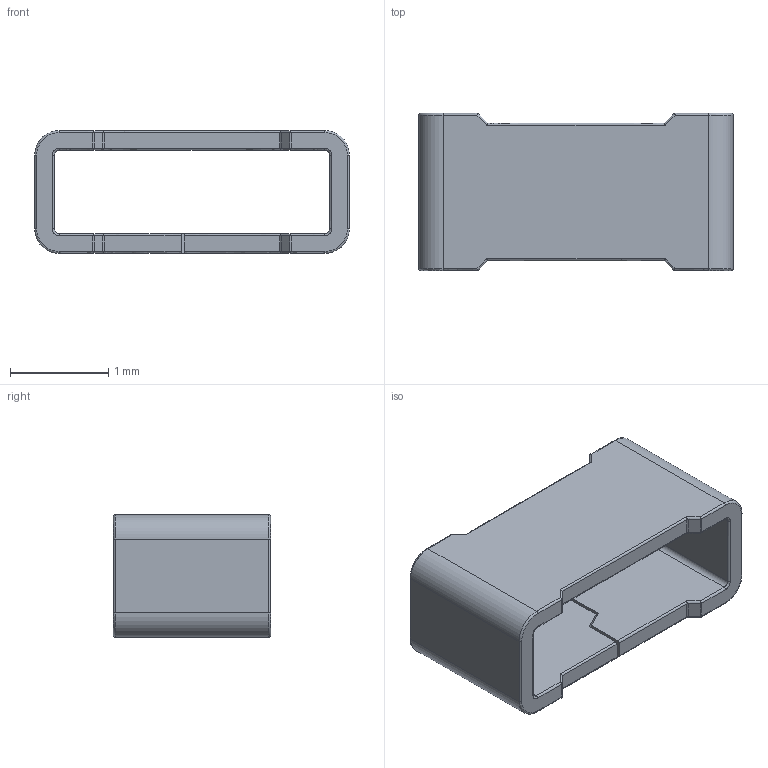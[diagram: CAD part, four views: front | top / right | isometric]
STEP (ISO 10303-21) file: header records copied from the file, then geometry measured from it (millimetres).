
FILE_DESCRIPTION(/* description */ (''),/* implementation_level */ '2;1');
FILE_NAME(/* name */ 'RCS(12~1',/* time_stamp */ '2013-06-16T12:04:12+02:00',/* author */ (''),/* organization */ (''),/* preprocessor_version */ 'ST-DEVELOPER v14',/* originating_system */ '',/* authorisation */ '');
FILE_SCHEMA (('AUTOMOTIVE_DESIGN'));
Length unit declared in the file: millimetre
Products named in the file (1): Document
Bounding box: 3.2 x 1.6 x 1.25 mm (x, y, z)
Volume: 2.3 mm3; surface area: 27.1 mm2
Topology: 1 solids, 1 shells, 131 faces, 355 edges, 226 vertices
Faces by surface type: bspline 102, plane 29
Entity records: 11738 total; most frequent: CARTESIAN_POINT 7253, B_SPLINE_CURVE_WITH_KNOTS 905, ORIENTED_EDGE 710, PCURVE 710, DEFINITIONAL_REPRESENTATION 710, SURFACE_CURVE 355, EDGE_CURVE 355, VERTEX_POINT 226
